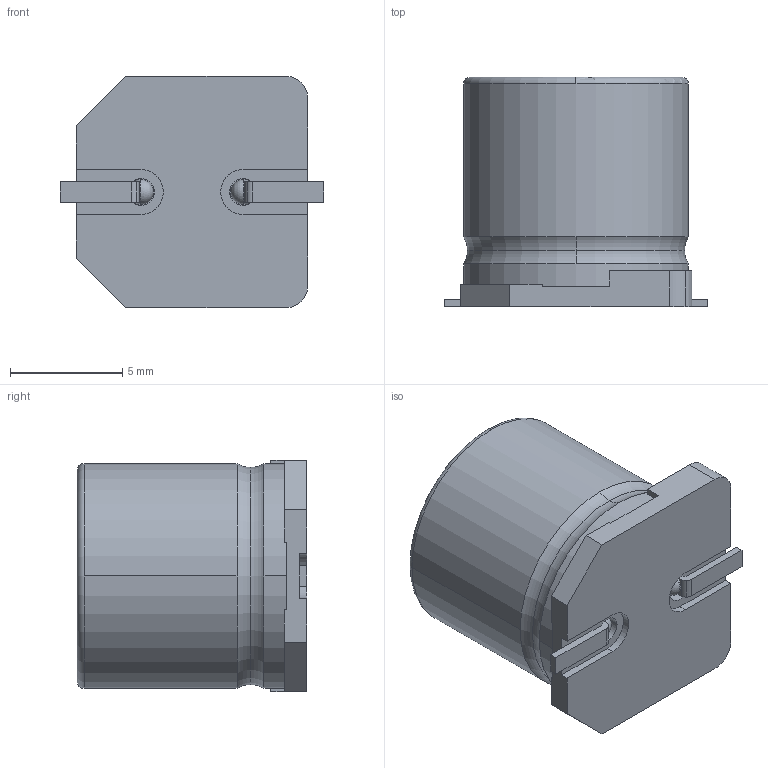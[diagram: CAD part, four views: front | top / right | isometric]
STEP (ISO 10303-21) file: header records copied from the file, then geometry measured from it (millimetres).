
FILE_DESCRIPTION (( 'STEP AP214' ), '1' );
FILE_NAME ('EEHZA1J560P.STEP', '2023-04-18T21:10:47', ( '' ), ( '' ), 'SwSTEP 2.0', 'SolidWorks 2021', '' );
FILE_SCHEMA (( 'AUTOMOTIVE_DESIGN' ));
Length unit declared in the file: millimetre
Products named in the file (1): EEHZA1J560P
Bounding box: 11.7 x 10.2 x 10.3 mm (x, y, z)
Volume: 824 mm3; surface area: 739.6 mm2
Topology: 4 solids, 4 shells, 91 faces, 251 edges, 164 vertices
Faces by surface type: plane 50, cylinder 29, torus 6, sphere 6
Entity records: 3017 total; most frequent: DIRECTION 530, CARTESIAN_POINT 503, ORIENTED_EDGE 494, EDGE_CURVE 247, AXIS2_PLACEMENT_3D 191, VERTEX_POINT 164, LINE 148, VECTOR 148
